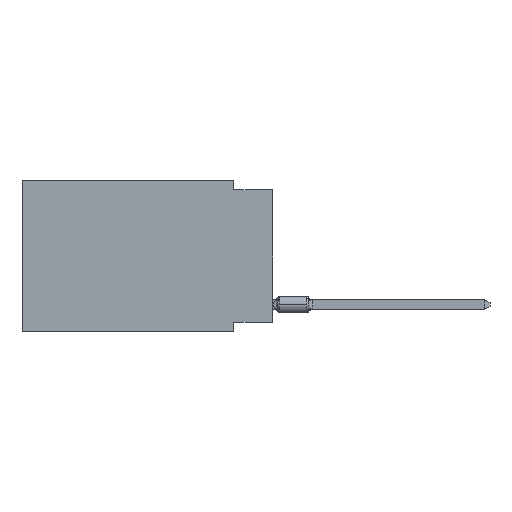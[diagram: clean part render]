
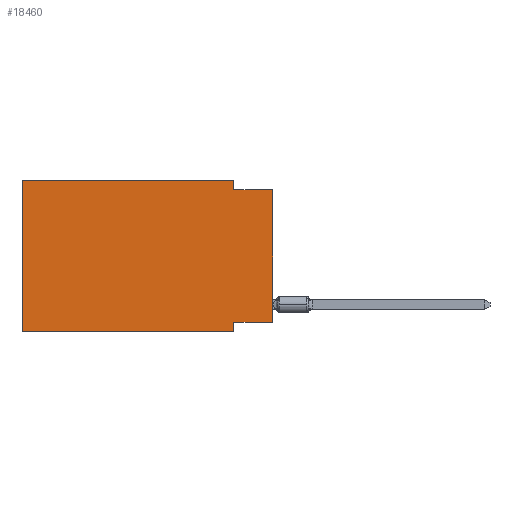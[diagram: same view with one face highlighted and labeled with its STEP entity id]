
A CAD part, left-side view. The second image highlights one B-rep face of the part: STEP entity #18460.
In plain terms, the highlighted planar face has unit normal (-1, 0, 0).
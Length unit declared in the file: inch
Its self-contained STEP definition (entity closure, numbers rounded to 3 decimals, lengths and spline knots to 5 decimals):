
#637 = LINE ( 'NONE', #21606, #21621 ) ;
#1500 = DIRECTION ( 'NONE',  ( 0., -1., 0. ) ) ;
#2655 = VERTEX_POINT ( 'NONE', #2983 ) ;
#2742 = ORIENTED_EDGE ( 'NONE', *, *, #9102, .F. ) ;
#2770 = EDGE_CURVE ( 'NONE', #2655, #20503, #6908, .T. ) ;
#2983 = CARTESIAN_POINT ( 'NONE',  ( 0., 0.1, 0. ) ) ;
#3198 = EDGE_CURVE ( 'NONE', #7311, #22823, #18943, .T. ) ;
#3318 = LINE ( 'NONE', #22760, #8942 ) ;
#3332 = VERTEX_POINT ( 'NONE', #12075 ) ;
#3357 = DIRECTION ( 'NONE',  ( 0., 0., -1. ) ) ;
#4133 = VECTOR ( 'NONE', #21346, 39.37008 ) ;
#4439 = VERTEX_POINT ( 'NONE', #24798 ) ;
#4700 = CARTESIAN_POINT ( 'NONE',  ( 0., 0.1, -0.39 ) ) ;
#4918 = EDGE_CURVE ( 'NONE', #17780, #2655, #18490, .T. ) ;
#5582 = LINE ( 'NONE', #9270, #4133 ) ;
#6908 = LINE ( 'NONE', #17197, #23799 ) ;
#7311 = VERTEX_POINT ( 'NONE', #9987 ) ;
#8035 = EDGE_CURVE ( 'NONE', #7311, #3332, #5582, .T. ) ;
#8671 = CARTESIAN_POINT ( 'NONE',  ( 0., 0.1, -0.025 ) ) ;
#8779 = ORIENTED_EDGE ( 'NONE', *, *, #2770, .F. ) ;
#8916 = FACE_OUTER_BOUND ( 'NONE', #12034, .T. ) ;
#8942 = VECTOR ( 'NONE', #13106, 39.37008 ) ;
#9102 = EDGE_CURVE ( 'NONE', #20503, #3332, #637, .T. ) ;
#9270 = CARTESIAN_POINT ( 'NONE',  ( 0., 0., 0. ) ) ;
#9311 = ORIENTED_EDGE ( 'NONE', *, *, #4918, .F. ) ;
#9987 = CARTESIAN_POINT ( 'NONE',  ( 0., 0., -0.365 ) ) ;
#10831 = VECTOR ( 'NONE', #1500, 39.37008 ) ;
#12034 = EDGE_LOOP ( 'NONE', ( #21750, #2742, #8779, #9311, #20813, #19725, #17030, #16426 ) ) ;
#12075 = CARTESIAN_POINT ( 'NONE',  ( 0., 0., -0.025 ) ) ;
#12325 = DIRECTION ( 'NONE',  ( 0., 0., -1. ) ) ;
#12475 = VECTOR ( 'NONE', #20519, 39.37008 ) ;
#13106 = DIRECTION ( 'NONE',  ( 0., 0., 1. ) ) ;
#13203 = VECTOR ( 'NONE', #12325, 39.37008 ) ;
#13245 = CARTESIAN_POINT ( 'NONE',  ( 0., 0.645, 0. ) ) ;
#13441 = EDGE_CURVE ( 'NONE', #4439, #17780, #3318, .T. ) ;
#14107 = DIRECTION ( 'NONE',  ( 0., -1., 0. ) ) ;
#14889 = DIRECTION ( 'NONE',  ( 0., 1., 0. ) ) ;
#16426 = ORIENTED_EDGE ( 'NONE', *, *, #3198, .F. ) ;
#16496 = LINE ( 'NONE', #24250, #10831 ) ;
#17030 = ORIENTED_EDGE ( 'NONE', *, *, #20952, .F. ) ;
#17197 = CARTESIAN_POINT ( 'NONE',  ( 0., 0.1, 0. ) ) ;
#17364 = CARTESIAN_POINT ( 'NONE',  ( 0., 0.1, -0.365 ) ) ;
#17780 = VERTEX_POINT ( 'NONE', #23577 ) ;
#18460 = ADVANCED_FACE ( 'NONE', ( #8916 ), #23025, .F. ) ;
#18490 = LINE ( 'NONE', #24342, #12475 ) ;
#18943 = LINE ( 'NONE', #23023, #24243 ) ;
#18945 = DIRECTION ( 'NONE',  ( 1., 0., 0. ) ) ;
#19725 = ORIENTED_EDGE ( 'NONE', *, *, #22630, .T. ) ;
#20272 = VERTEX_POINT ( 'NONE', #20632 ) ;
#20503 = VERTEX_POINT ( 'NONE', #8671 ) ;
#20519 = DIRECTION ( 'NONE',  ( 0., -1., 0. ) ) ;
#20632 = CARTESIAN_POINT ( 'NONE',  ( 0., 0.1, -0.39 ) ) ;
#20813 = ORIENTED_EDGE ( 'NONE', *, *, #13441, .F. ) ;
#20952 = EDGE_CURVE ( 'NONE', #22823, #20272, #21984, .T. ) ;
#21346 = DIRECTION ( 'NONE',  ( 0., 0., 1. ) ) ;
#21606 = CARTESIAN_POINT ( 'NONE',  ( 0., 0., -0.025 ) ) ;
#21621 = VECTOR ( 'NONE', #14107, 39.37008 ) ;
#21750 = ORIENTED_EDGE ( 'NONE', *, *, #8035, .T. ) ;
#21984 = LINE ( 'NONE', #4700, #13203 ) ;
#22520 = DIRECTION ( 'NONE',  ( 0., 0., -1. ) ) ;
#22630 = EDGE_CURVE ( 'NONE', #4439, #20272, #16496, .T. ) ;
#22760 = CARTESIAN_POINT ( 'NONE',  ( 0., 0.645, 0. ) ) ;
#22823 = VERTEX_POINT ( 'NONE', #17364 ) ;
#23023 = CARTESIAN_POINT ( 'NONE',  ( 0., 0., -0.365 ) ) ;
#23025 = PLANE ( 'NONE',  #23893 ) ;
#23577 = CARTESIAN_POINT ( 'NONE',  ( 0., 0.645, 0. ) ) ;
#23799 = VECTOR ( 'NONE', #3357, 39.37008 ) ;
#23893 = AXIS2_PLACEMENT_3D ( 'NONE', #13245, #18945, #22520 ) ;
#24243 = VECTOR ( 'NONE', #14889, 39.37008 ) ;
#24250 = CARTESIAN_POINT ( 'NONE',  ( 0., 0.645, -0.39 ) ) ;
#24342 = CARTESIAN_POINT ( 'NONE',  ( 0., 0.645, 0. ) ) ;
#24798 = CARTESIAN_POINT ( 'NONE',  ( 0., 0.645, -0.39 ) ) ;
